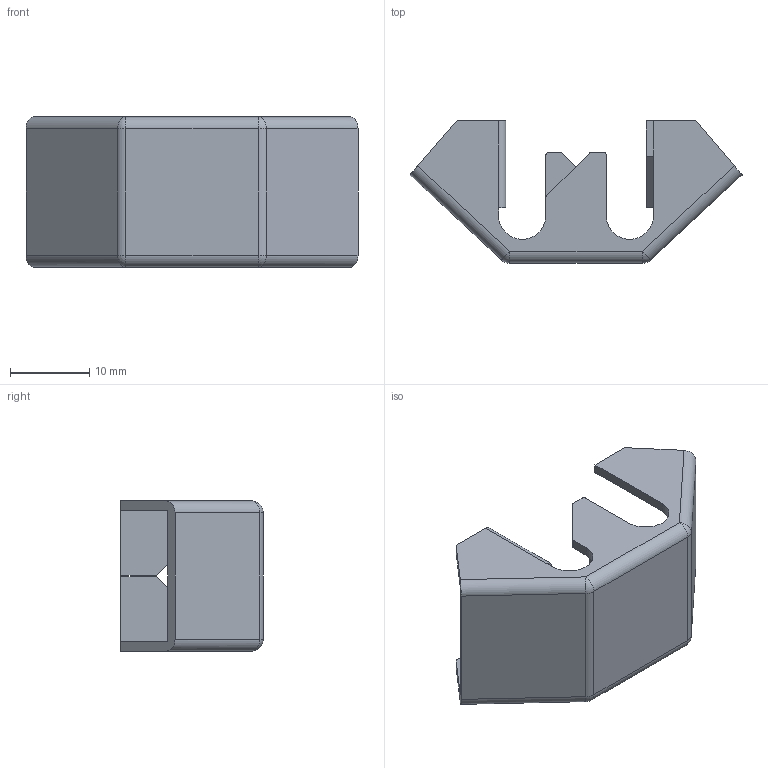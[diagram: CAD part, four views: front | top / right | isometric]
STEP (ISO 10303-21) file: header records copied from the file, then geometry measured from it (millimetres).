
FILE_DESCRIPTION (( 'STEP AP203' ), '1' );
FILE_NAME ('00406523.STEP', '2021-07-08T02:42:29', ( '' ), ( '' ), 'SwSTEP 2.0', 'SolidWorks 2020', '' );
FILE_SCHEMA (( 'CONFIG_CONTROL_DESIGN' ));
Length unit declared in the file: millimetre
Products named in the file (1): 00406523
Bounding box: 42 x 18 x 19 mm (x, y, z)
Volume: 1961.2 mm3; surface area: 3621.4 mm2
Topology: 1 solids, 1 shells, 74 faces, 196 edges, 116 vertices
Faces by surface type: plane 38, cylinder 28, sphere 8
Entity records: 2273 total; most frequent: CARTESIAN_POINT 403, DIRECTION 378, ORIENTED_EDGE 376, EDGE_CURVE 188, VECTOR 132, LINE 132, AXIS2_PLACEMENT_3D 123, VERTEX_POINT 116
